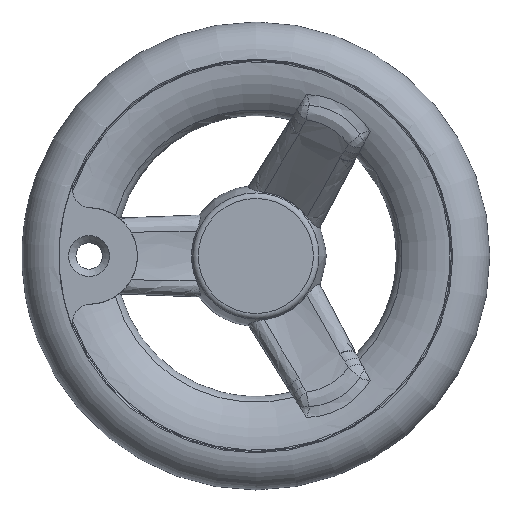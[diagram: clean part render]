
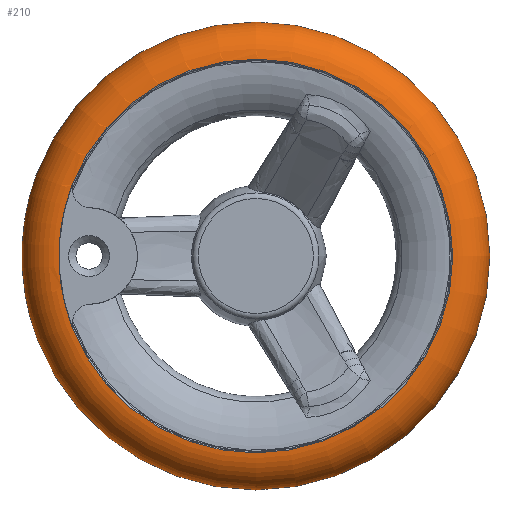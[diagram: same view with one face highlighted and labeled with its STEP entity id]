
A CAD part, left-side view. The second image highlights one B-rep face of the part: STEP entity #210.
In plain terms, the highlighted toroidal (fillet/blend) face has major radius 33.5 mm and minor radius 6.5 mm.
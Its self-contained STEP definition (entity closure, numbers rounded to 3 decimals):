
#164=TOROIDAL_SURFACE('',#1799,33.5,6.5);
#210=ADVANCED_FACE('',(#337,#338),#164,.T.);
#337=FACE_BOUND('',#458,.T.);
#338=FACE_BOUND('',#459,.T.);
#458=EDGE_LOOP('',(#766,#767,#768,#769));
#459=EDGE_LOOP('',(#770));
#573=B_SPLINE_CURVE_WITH_KNOTS('',3,(#2256,#2257,#2258,#2259),.UNSPECIFIED.,
.F.,.F.,(4,4),(0.,1.),.UNSPECIFIED.);
#574=B_SPLINE_CURVE_WITH_KNOTS('',3,(#2264,#2265,#2266,#2267),.UNSPECIFIED.,
.F.,.F.,(4,4),(0.,1.),.UNSPECIFIED.);
#766=ORIENTED_EDGE('',*,*,#1454,.F.);
#767=ORIENTED_EDGE('',*,*,#1457,.T.);
#768=ORIENTED_EDGE('',*,*,#1456,.F.);
#769=ORIENTED_EDGE('',*,*,#1455,.T.);
#770=ORIENTED_EDGE('',*,*,#1463,.F.);
#1282=VERTEX_POINT('',#2260);
#1283=VERTEX_POINT('',#2261);
#1284=VERTEX_POINT('',#2263);
#1285=VERTEX_POINT('',#2268);
#1290=VERTEX_POINT('',#2311);
#1454=EDGE_CURVE('',#1282,#1283,#573,.T.);
#1455=EDGE_CURVE('',#1284,#1283,#1713,.T.);
#1456=EDGE_CURVE('',#1284,#1285,#574,.T.);
#1457=EDGE_CURVE('',#1282,#1285,#1714,.T.);
#1463=EDGE_CURVE('',#1290,#1290,#1716,.T.);
#1713=CIRCLE('',#1794,33.658);
#1714=CIRCLE('',#1795,33.658);
#1716=CIRCLE('',#1798,33.751);
#1794=AXIS2_PLACEMENT_3D('',#2262,#1951,#1952);
#1795=AXIS2_PLACEMENT_3D('',#2269,#1953,#1954);
#1798=AXIS2_PLACEMENT_3D('',#2310,#1959,#1960);
#1799=AXIS2_PLACEMENT_3D('',#2312,#1961,#1962);
#1951=DIRECTION('',(1.,0.,0.));
#1952=DIRECTION('',(0.,0.,-1.));
#1953=DIRECTION('',(1.,0.,0.));
#1954=DIRECTION('',(0.,0.,-1.));
#1959=DIRECTION('',(1.,0.,0.));
#1960=DIRECTION('',(0.,0.,-1.));
#1961=DIRECTION('',(1.,0.,0.));
#1962=DIRECTION('',(0.,0.,-1.));
#2256=CARTESIAN_POINT('',(163.599,106.812,23.241));
#2257=CARTESIAN_POINT('',(163.599,107.661,21.027));
#2258=CARTESIAN_POINT('',(163.599,108.274,18.724));
#2259=CARTESIAN_POINT('',(163.599,108.639,16.381));
#2260=CARTESIAN_POINT('',(163.599,106.812,23.241));
#2261=CARTESIAN_POINT('',(163.599,108.639,16.381));
#2262=CARTESIAN_POINT('',(163.599,75.382,11.197));
#2263=CARTESIAN_POINT('',(163.599,108.639,6.013));
#2264=CARTESIAN_POINT('',(163.599,108.639,6.013));
#2265=CARTESIAN_POINT('',(163.599,108.274,3.671));
#2266=CARTESIAN_POINT('',(163.599,107.661,1.368));
#2267=CARTESIAN_POINT('',(163.599,106.812,-0.846));
#2268=CARTESIAN_POINT('',(163.599,106.812,-0.846));
#2269=CARTESIAN_POINT('',(163.599,75.382,11.197));
#2310=CARTESIAN_POINT('',(176.592,75.382,11.197));
#2311=CARTESIAN_POINT('',(176.592,75.382,-22.553));
#2312=CARTESIAN_POINT('',(170.097,75.382,11.197));
